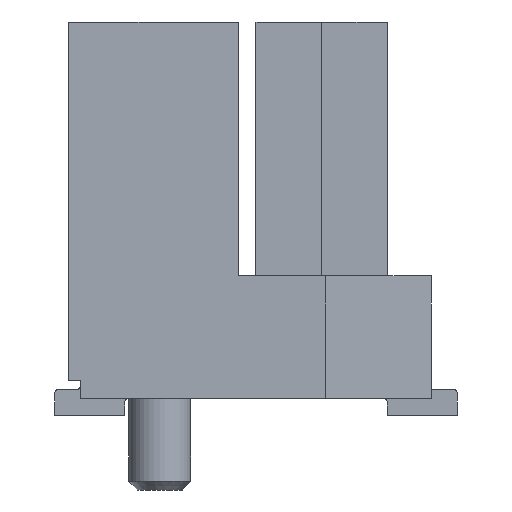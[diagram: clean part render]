
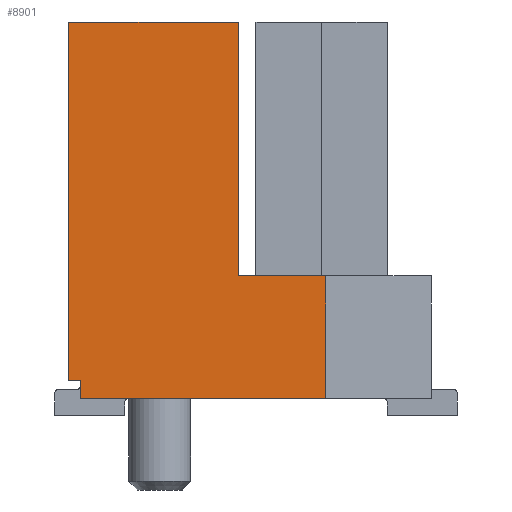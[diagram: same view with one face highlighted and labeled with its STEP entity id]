
A CAD part, left-side view. The second image highlights one B-rep face of the part: STEP entity #8901.
In plain terms, the highlighted planar face has unit normal (-1, 0, 0).
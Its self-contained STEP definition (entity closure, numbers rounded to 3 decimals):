
#395=FACE_OUTER_BOUND($,#845,.T.);
#845=EDGE_LOOP($,(#7126,#7127,#7128,#7129,#7130,#7131,#7132,#7133));
#1103=LINE($,#12034,#2325);
#1160=LINE($,#12153,#2382);
#1244=LINE($,#12309,#2466);
#1282=LINE($,#12388,#2504);
#1689=LINE($,#13140,#2911);
#1718=LINE($,#13188,#2940);
#1867=LINE($,#13501,#3089);
#1868=LINE($,#13502,#3090);
#2325=VECTOR($,#9699,2.798);
#2382=VECTOR($,#9772,4.1);
#2466=VECTOR($,#9864,1.4);
#2504=VECTOR($,#9918,0.998);
#2911=VECTOR($,#10527,1.94);
#2940=VECTOR($,#10582,2.9);
#3089=VECTOR($,#10943,0.14);
#3090=VECTOR($,#10944,0.2);
#3547=VERTEX_POINT($,#12031);
#3548=VERTEX_POINT($,#12033);
#3601=VERTEX_POINT($,#12150);
#3602=VERTEX_POINT($,#12152);
#3670=VERTEX_POINT($,#12307);
#3703=VERTEX_POINT($,#12386);
#3947=VERTEX_POINT($,#13139);
#4011=VERTEX_POINT($,#13500);
#4381=EDGE_CURVE($,#3548,#3547,#1103,.T.);
#4440=EDGE_CURVE($,#3602,#3601,#1160,.T.);
#4524=EDGE_CURVE($,#3670,#3547,#1244,.T.);
#4562=EDGE_CURVE($,#3703,#3670,#1282,.T.);
#4969=EDGE_CURVE($,#3602,#3947,#1689,.T.);
#4998=EDGE_CURVE($,#3947,#3703,#1718,.T.);
#5147=EDGE_CURVE($,#4011,#3601,#1867,.T.);
#5148=EDGE_CURVE($,#3548,#4011,#1868,.T.);
#7126=ORIENTED_EDGE($,*,*,#5147,.F.);
#7127=ORIENTED_EDGE($,*,*,#5148,.F.);
#7128=ORIENTED_EDGE($,*,*,#4381,.T.);
#7129=ORIENTED_EDGE($,*,*,#4524,.F.);
#7130=ORIENTED_EDGE($,*,*,#4562,.F.);
#7131=ORIENTED_EDGE($,*,*,#4998,.F.);
#7132=ORIENTED_EDGE($,*,*,#4969,.F.);
#7133=ORIENTED_EDGE($,*,*,#4440,.T.);
#8498=PLANE($,#9357);
#8901=ADVANCED_FACE($,(#395),#8498,.F.);
#9357=AXIS2_PLACEMENT_3D($,#13499,#10941,#10942);
#9699=DIRECTION($,(0.,-1.,0.));
#9772=DIRECTION($,(0.,0.,-1.));
#9864=DIRECTION($,(0.,0.,-1.));
#9918=DIRECTION($,(0.,-1.,0.));
#10527=DIRECTION($,(0.,-1.,0.));
#10582=DIRECTION($,(0.,0.,-1.));
#10941=DIRECTION('center_axis',(1.,0.,0.));
#10942=DIRECTION('ref_axis',(0.,1.,0.));
#10943=DIRECTION($,(0.,1.,0.));
#10944=DIRECTION($,(0.,0.,1.));
#12031=CARTESIAN_POINT('',(-5.548,-0.798,0.196));
#12033=CARTESIAN_POINT('',(-5.548,2.,0.196));
#12034=CARTESIAN_POINT($,(-5.548,2.14,0.196));
#12150=CARTESIAN_POINT('',(-5.548,2.14,0.396));
#12152=CARTESIAN_POINT('',(-5.548,2.14,4.496));
#12153=CARTESIAN_POINT($,(-5.548,2.14,1.596));
#12307=CARTESIAN_POINT('',(-5.548,-0.798,1.596));
#12309=CARTESIAN_POINT($,(-5.548,-0.798,1.596));
#12386=CARTESIAN_POINT('',(-5.548,0.2,1.596));
#12388=CARTESIAN_POINT($,(-5.548,2.14,1.596));
#13139=CARTESIAN_POINT('',(-5.548,0.2,4.496));
#13140=CARTESIAN_POINT($,(-5.548,2.14,4.496));
#13188=CARTESIAN_POINT($,(-5.548,0.2,4.496));
#13499=CARTESIAN_POINT('Origin',(-5.548,2.14,1.596));
#13500=CARTESIAN_POINT('',(-5.548,2.,0.396));
#13501=CARTESIAN_POINT($,(-5.548,2.14,0.396));
#13502=CARTESIAN_POINT($,(-5.548,2.,1.596));
